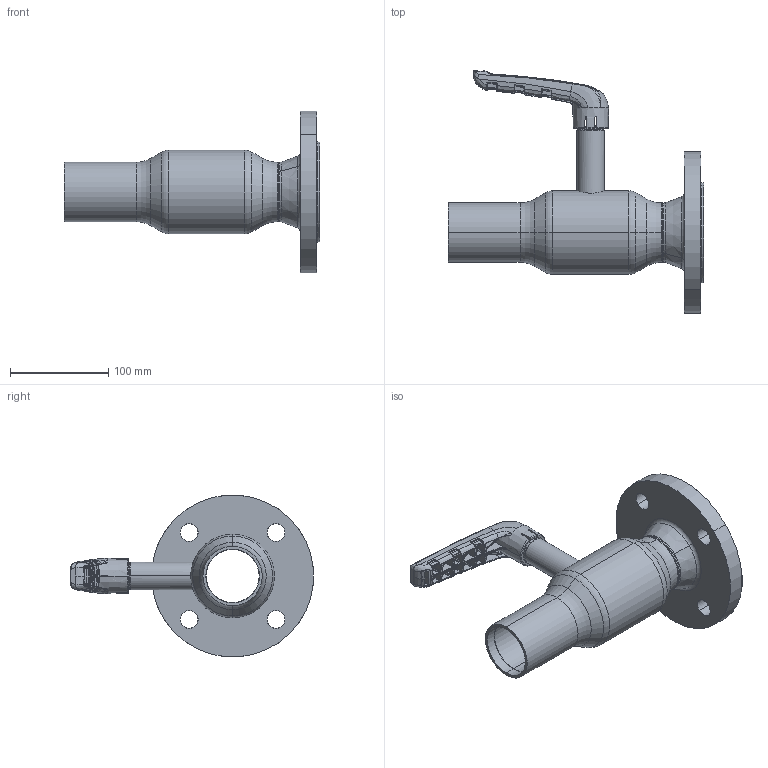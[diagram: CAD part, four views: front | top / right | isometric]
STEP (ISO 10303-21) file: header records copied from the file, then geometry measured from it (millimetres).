
FILE_DESCRIPTION (( 'STEP AP214' ), '1' );
FILE_NAME ('1050004001-xxxx.step', '2019-05-10T10:51:12', ( '' ), ( '' ), 'SwSTEP 2.0', 'SolidWorks 2017', '' );
FILE_SCHEMA (( 'AUTOMOTIVE_DESIGN' ));
Length unit declared in the file: millimetre
Products named in the file (1): 1050004001-xxxx
Bounding box: 260 x 246.99 x 164.37 mm (x, y, z)
Surface area: 152193.3 mm2 (no closed solid volume)
Topology: 0 solids, 9 shells, 674 faces, 2360 edges, 1590 vertices
Faces by surface type: bspline 526, cone 42, cylinder 40, plane 39, torus 23, sphere 4
Entity records: 52985 total; most frequent: CARTESIAN_POINT 31014, ORIENTED_EDGE 3584, EDGE_CURVE 2352, B_SPLINE_CURVE_WITH_KNOTS 1691, VERTEX_POINT 1590, DIRECTION 1441, EDGE_LOOP 690, UNCERTAINTY_MEASURE_WITH_UNIT 676
